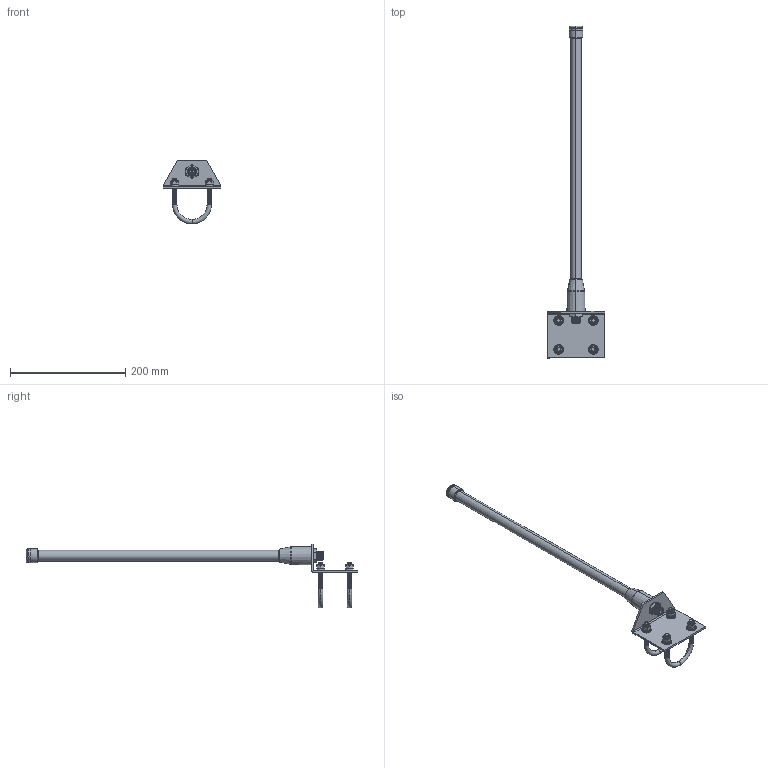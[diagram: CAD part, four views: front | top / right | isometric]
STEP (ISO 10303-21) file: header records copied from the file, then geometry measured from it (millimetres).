
FILE_DESCRIPTION (( 'STEP AP214' ), '1' );
FILE_NAME ('HGV-2458-07U_3D.step', '2024-02-20T23:12:28', ( '' ), ( '' ), 'SwSTEP 2.0', 'SolidWorks 2022', '' );
FILE_SCHEMA (( 'AUTOMOTIVE_DESIGN' ));
Length unit declared in the file: inch
Products named in the file (4): HGV-2458-07U_Mount Bracket; HGV-2458-07U_3D; HGV-2458-07U_ANTENNA; HGV-2458-07U_U-Bolt
Assembly tree (4 placements, depth 2):
  HGV-2458-07U_3D
    HGV-2458-07U_ANTENNA
    HGV-2458-07U_Mount Bracket
    HGV-2458-07U_U-Bolt  x2
Bounding box: 100.33 x 576.2 x 111.08 mm (x, y, z)
Volume: 221996.6 mm3; surface area: 76819.1 mm2
Topology: 5 solids, 9 shells, 1231 faces, 2571 edges, 1387 vertices
Faces by surface type: cone 914, plane 154, cylinder 99, torus 64
Entity records: 29483 total; most frequent: CARTESIAN_POINT 3880, DIRECTION 3863, ORIENTED_EDGE 3246, EDGE_CURVE 1623, AXIS2_PLACEMENT_3D 1520, VERTEX_POINT 897, LINE 823, VECTOR 823
